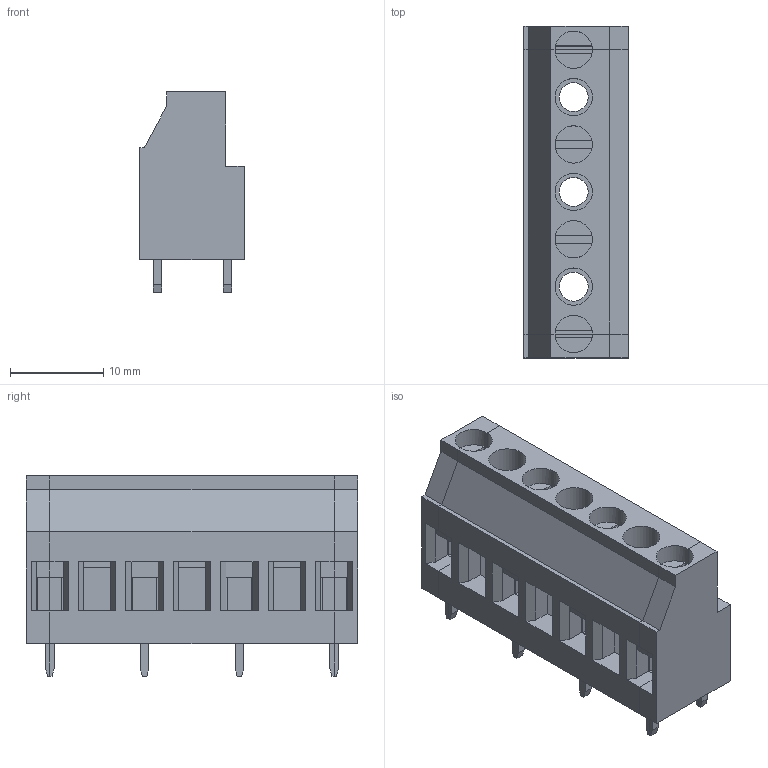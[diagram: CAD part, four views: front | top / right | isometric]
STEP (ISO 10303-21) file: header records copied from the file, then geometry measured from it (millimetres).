
FILE_DESCRIPTION( ( 'Unknown' ), '1' );
FILE_NAME( '691245610004.stp', 'Unknown', ( 'Unknown' ), ( 'Unknown' ), 'PSStep 18.0.17', 'Unknown', ' ' );
FILE_SCHEMA( ( 'AUTOMOTIVE_DESIGN { 1 0 10303 214 1 1 1 1 }' ) );
Length unit declared in the file: millimetre
Products named in the file (4): Assem1; 6912456100xx_SX; 6912456100xx_DX; 691245610004
Assembly tree (3 placements, depth 2):
  Assem1
    6912456100xx_SX
    6912456100xx_DX
    691245610004
Bounding box: 11.2 x 35.56 x 21.5 mm (x, y, z)
Volume: 4534.8 mm3; surface area: 4501 mm2
Topology: 3 solids, 3 shells, 255 faces, 705 edges, 470 vertices
Faces by surface type: plane 243, cylinder 12
Full cylindrical faces by diameter (mm): 3.1 x3, 4 x5
Entity records: 10073 total; most frequent: CARTESIAN_POINT 1422, ORIENTED_EDGE 1390, DIRECTION 1251, EDGE_CURVE 695, LINE 657, VECTOR 657, VERTEX_POINT 468, AXIS2_PLACEMENT_3D 297
